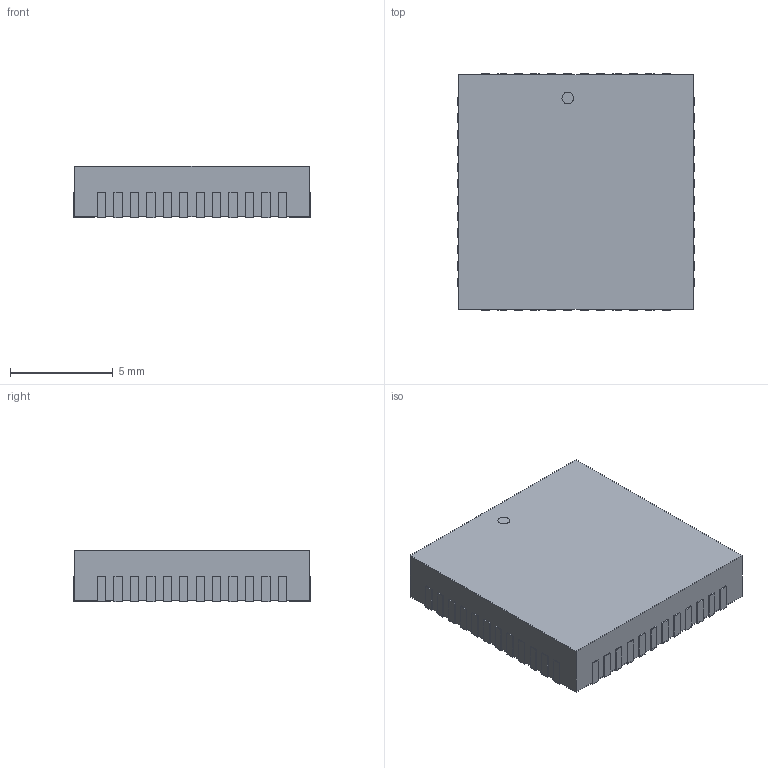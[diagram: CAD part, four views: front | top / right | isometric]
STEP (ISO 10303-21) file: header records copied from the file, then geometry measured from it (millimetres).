
FILE_DESCRIPTION(('STEP AP214'),'1');
FILE_NAME('CLCC48_11p43x11p43_848AN_OSI','2024-07-04T07:59:06',(''),(''),'','','');
FILE_SCHEMA(('AUTOMOTIVE_DESIGN'));
Length unit declared in the file: millimetre
Products named in the file (1): product
Bounding box: 11.53 x 11.53 x 2.49 mm (x, y, z)
Volume: 320.7 mm3; surface area: 472.7 mm2
Topology: 50 solids, 50 shells, 393 faces, 879 edges, 586 vertices
Faces by surface type: plane 392, cylinder 1
Full cylindrical faces by diameter (mm): 0.572 x1
Entity records: 10261 total; most frequent: ORIENTED_EDGE 1756, DIRECTION 1670, CARTESIAN_POINT 983, EDGE_CURVE 878, LINE 876, VECTOR 876, VERTEX_POINT 586, AXIS2_PLACEMENT_3D 397
